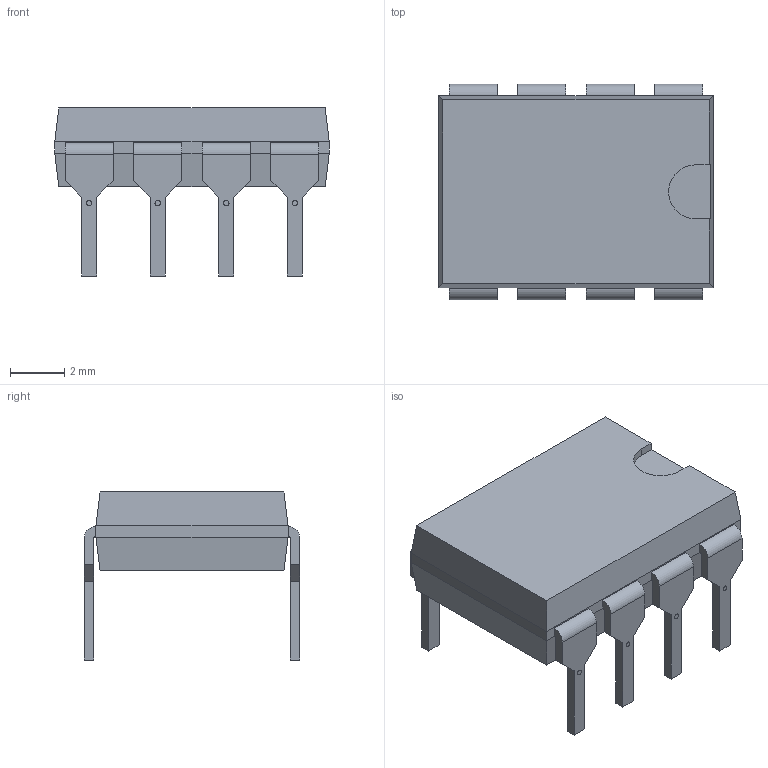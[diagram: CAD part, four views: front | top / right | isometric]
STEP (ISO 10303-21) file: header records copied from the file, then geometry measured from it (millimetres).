
FILE_DESCRIPTION(('STEP AP214'),'1');
FILE_NAME('DIP8_Q3D_2023.step','2023-02-07T15:19:02',(' '),('ANSOFT Corporation'),'Spatial InterOp 3D',' ',' ');
FILE_SCHEMA(('AUTOMOTIVE_DESIGN { 1 0 10303 214 1 1 1 1 }'));
Length unit declared in the file: millimetre
Products named in the file (1): EMC_bot
Bounding box: 10.16 x 7.98 x 6.22 mm (x, y, z)
Volume: 217.6 mm3; surface area: 792.5 mm2
Topology: 21 solids, 37 shells, 618 faces, 1487 edges, 938 vertices
Faces by surface type: plane 600, cylinder 18
Entity records: 22775 total; most frequent: CARTESIAN_POINT 3080, ORIENTED_EDGE 2942, DIRECTION 2865, EDGE_CURVE 1487, LINE 1419, VECTOR 1419, VERTEX_POINT 938, AXIS2_PLACEMENT_3D 723
